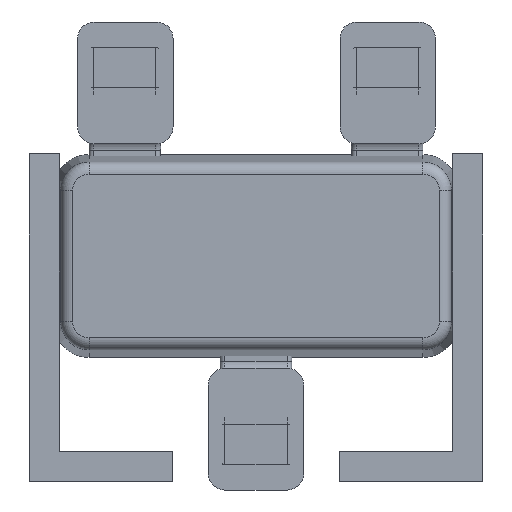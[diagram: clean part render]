
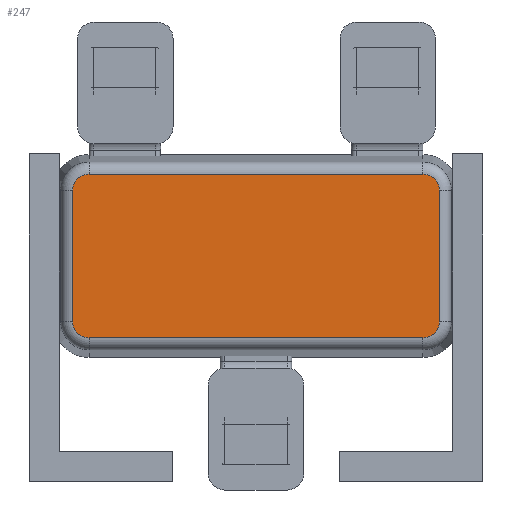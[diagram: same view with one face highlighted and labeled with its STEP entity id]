
A CAD part, front view. The second image highlights one B-rep face of the part: STEP entity #247.
In plain terms, the highlighted planar face has unit normal (0, -1, 0).
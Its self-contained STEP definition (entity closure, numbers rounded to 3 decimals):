
#82 = CIRCLE ( 'NONE', #3815, 0.068 ) ;
#247 = ADVANCED_FACE ( 'NONE', ( #9996 ), #4304, .T. ) ;
#307 = CARTESIAN_POINT ( 'NONE',  ( -0.7, 0.1, -0.343 ) ) ;
#661 = AXIS2_PLACEMENT_3D ( 'NONE', #7082, #5858, #15023 ) ;
#823 = EDGE_CURVE ( 'NONE', #7112, #3712, #82, .T. ) ;
#973 = VERTEX_POINT ( 'NONE', #3123 ) ;
#1397 = AXIS2_PLACEMENT_3D ( 'NONE', #9630, #14414, #5107 ) ;
#1717 = DIRECTION ( 'NONE',  ( 0., -1., 0. ) ) ;
#1802 = CARTESIAN_POINT ( 'NONE',  ( -0.7, 0.1, 0.343 ) ) ;
#2198 = CIRCLE ( 'NONE', #1397, 0.068 ) ;
#2511 = ORIENTED_EDGE ( 'NONE', *, *, #10443, .T. ) ;
#2690 = LINE ( 'NONE', #12180, #6158 ) ;
#2692 = CIRCLE ( 'NONE', #8850, 0.068 ) ;
#3060 = CARTESIAN_POINT ( 'NONE',  ( 0.7, 0.1, -0.275 ) ) ;
#3123 = CARTESIAN_POINT ( 'NONE',  ( 0.768, 0.1, 0.275 ) ) ;
#3362 = LINE ( 'NONE', #14215, #10960 ) ;
#3602 = EDGE_CURVE ( 'NONE', #5577, #12096, #6134, .T. ) ;
#3712 = VERTEX_POINT ( 'NONE', #307 ) ;
#3815 = AXIS2_PLACEMENT_3D ( 'NONE', #9497, #8357, #7289 ) ;
#3969 = DIRECTION ( 'NONE',  ( 1., 0., 0. ) ) ;
#4176 = CARTESIAN_POINT ( 'NONE',  ( 0.7, 0.1, -0.343 ) ) ;
#4304 = PLANE ( 'NONE',  #14958 ) ;
#4765 = DIRECTION ( 'NONE',  ( 0., -1., 0. ) ) ;
#4955 = CARTESIAN_POINT ( 'NONE',  ( 0.7, 0.1, 0.343 ) ) ;
#5094 = DIRECTION ( 'NONE',  ( 0., 0., 1. ) ) ;
#5107 = DIRECTION ( 'NONE',  ( 0., 0., -1. ) ) ;
#5577 = VERTEX_POINT ( 'NONE', #1802 ) ;
#5858 = DIRECTION ( 'NONE',  ( 0., -1., 0. ) ) ;
#5885 = VECTOR ( 'NONE', #9633, 1000. ) ;
#6129 = CARTESIAN_POINT ( 'NONE',  ( 0.7, 0.1, -0.343 ) ) ;
#6134 = CIRCLE ( 'NONE', #661, 0.068 ) ;
#6158 = VECTOR ( 'NONE', #5094, 1000. ) ;
#7073 = DIRECTION ( 'NONE',  ( 0., 0., -1. ) ) ;
#7082 = CARTESIAN_POINT ( 'NONE',  ( -0.7, 0.1, 0.275 ) ) ;
#7112 = VERTEX_POINT ( 'NONE', #14493 ) ;
#7223 = VERTEX_POINT ( 'NONE', #11179 ) ;
#7256 = VERTEX_POINT ( 'NONE', #4176 ) ;
#7289 = DIRECTION ( 'NONE',  ( 0., 0., -1. ) ) ;
#7922 = ORIENTED_EDGE ( 'NONE', *, *, #823, .T. ) ;
#7999 = EDGE_CURVE ( 'NONE', #12524, #5577, #14421, .T. ) ;
#8357 = DIRECTION ( 'NONE',  ( 0., -1., 0. ) ) ;
#8555 = CARTESIAN_POINT ( 'NONE',  ( -0.768, 0.1, 0.275 ) ) ;
#8567 = LINE ( 'NONE', #6129, #12269 ) ;
#8850 = AXIS2_PLACEMENT_3D ( 'NONE', #14092, #4765, #13935 ) ;
#9379 = CARTESIAN_POINT ( 'NONE',  ( 0.7, 0.1, 0.343 ) ) ;
#9386 = EDGE_CURVE ( 'NONE', #12096, #7112, #3362, .T. ) ;
#9497 = CARTESIAN_POINT ( 'NONE',  ( -0.7, 0.1, -0.275 ) ) ;
#9560 = ORIENTED_EDGE ( 'NONE', *, *, #14101, .T. ) ;
#9630 = CARTESIAN_POINT ( 'NONE',  ( 0.7, 0.1, 0.275 ) ) ;
#9633 = DIRECTION ( 'NONE',  ( -1., 0., 0. ) ) ;
#9643 = ORIENTED_EDGE ( 'NONE', *, *, #15013, .T. ) ;
#9996 = FACE_OUTER_BOUND ( 'NONE', #14596, .T. ) ;
#10334 = EDGE_CURVE ( 'NONE', #7223, #973, #2690, .T. ) ;
#10443 = EDGE_CURVE ( 'NONE', #7256, #7223, #2692, .T. ) ;
#10960 = VECTOR ( 'NONE', #7073, 1000. ) ;
#11179 = CARTESIAN_POINT ( 'NONE',  ( 0.768, 0.1, -0.275 ) ) ;
#12096 = VERTEX_POINT ( 'NONE', #8555 ) ;
#12180 = CARTESIAN_POINT ( 'NONE',  ( 0.768, 0.1, -0.275 ) ) ;
#12269 = VECTOR ( 'NONE', #3969, 1000. ) ;
#12422 = ORIENTED_EDGE ( 'NONE', *, *, #10334, .T. ) ;
#12524 = VERTEX_POINT ( 'NONE', #9379 ) ;
#12569 = DIRECTION ( 'NONE',  ( 0., 0., -1. ) ) ;
#13289 = ORIENTED_EDGE ( 'NONE', *, *, #7999, .T. ) ;
#13804 = ORIENTED_EDGE ( 'NONE', *, *, #3602, .T. ) ;
#13935 = DIRECTION ( 'NONE',  ( 0., 0., -1. ) ) ;
#14092 = CARTESIAN_POINT ( 'NONE',  ( 0.7, 0.1, -0.275 ) ) ;
#14101 = EDGE_CURVE ( 'NONE', #973, #12524, #2198, .T. ) ;
#14215 = CARTESIAN_POINT ( 'NONE',  ( -0.768, 0.1, -0.275 ) ) ;
#14414 = DIRECTION ( 'NONE',  ( 0., -1., 0. ) ) ;
#14421 = LINE ( 'NONE', #4955, #5885 ) ;
#14493 = CARTESIAN_POINT ( 'NONE',  ( -0.768, 0.1, -0.275 ) ) ;
#14596 = EDGE_LOOP ( 'NONE', ( #13289, #13804, #14639, #7922, #9643, #2511, #12422, #9560 ) ) ;
#14639 = ORIENTED_EDGE ( 'NONE', *, *, #9386, .T. ) ;
#14958 = AXIS2_PLACEMENT_3D ( 'NONE', #3060, #1717, #12569 ) ;
#15013 = EDGE_CURVE ( 'NONE', #3712, #7256, #8567, .T. ) ;
#15023 = DIRECTION ( 'NONE',  ( 0., 0., -1. ) ) ;
